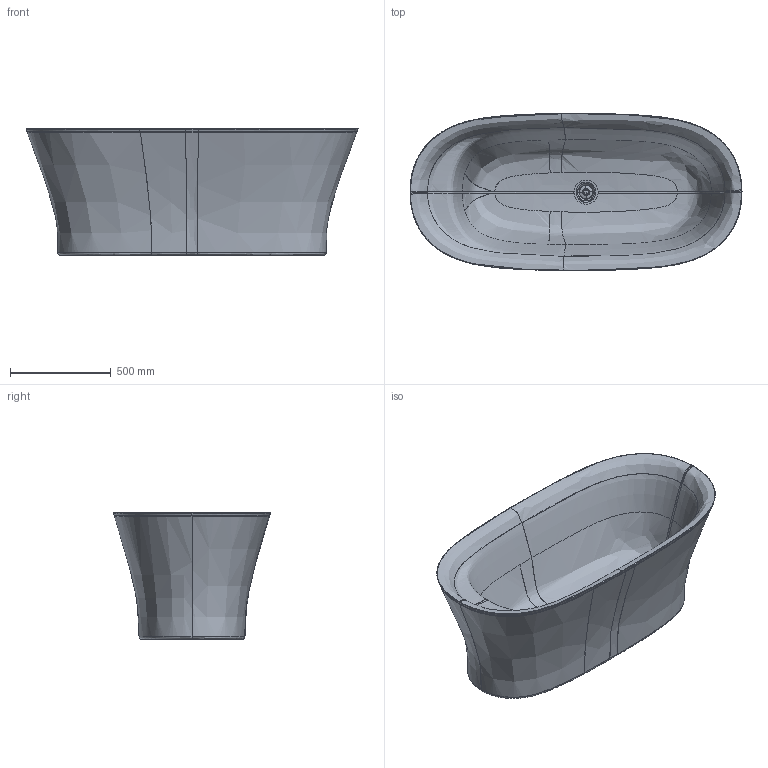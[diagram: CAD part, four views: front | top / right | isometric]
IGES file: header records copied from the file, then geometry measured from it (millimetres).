
Global section: file name: 42H700459.igs; native system: Rhinoceros ( Sep 13 2016 ); preprocessor: Trout Lake IGES 012 Sep 13 2016; date: 210816.073530; units: millimetre
Bounding box: 1651 x 781.08 x 630.05 mm (x, y, z)
Surface area: 8904284.3 mm2 (no closed solid volume)
Topology: 0 solids, 0 shells, 408 faces, 6639 edges, 6635 vertices
Faces by surface type: bspline 408
